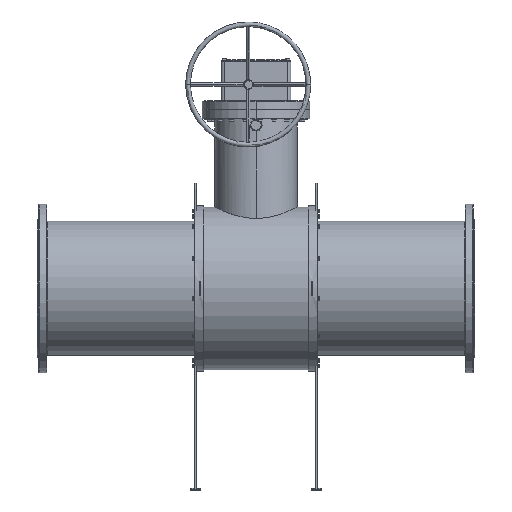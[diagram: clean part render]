
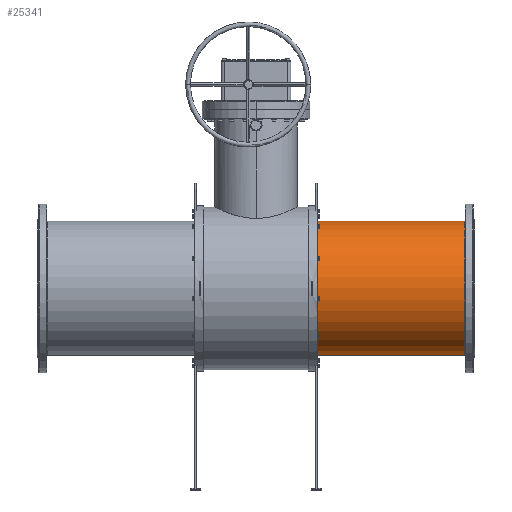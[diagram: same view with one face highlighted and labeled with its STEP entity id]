
A CAD part, top view. The second image highlights one B-rep face of the part: STEP entity #25341.
In plain terms, the highlighted cylindrical face has radius 429.5 mm (diameter 859 mm), a partial arc.
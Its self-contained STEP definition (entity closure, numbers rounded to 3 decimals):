
#2478 = CARTESIAN_POINT ( 'NONE',  ( 1335., -429.5, 0. ) ) ;
#3316 = CIRCLE ( 'NONE', #4791, 429.5 ) ;
#3474 = CARTESIAN_POINT ( 'NONE',  ( -1400., -429.5, 0. ) ) ;
#3617 = DIRECTION ( 'NONE',  ( -1., 0., 0. ) ) ;
#3635 = VECTOR ( 'NONE', #3617, 1000. ) ;
#4736 = CARTESIAN_POINT ( 'NONE',  ( 393., 0., 0. ) ) ;
#4791 = AXIS2_PLACEMENT_3D ( 'NONE', #4736, #9785, #25563 ) ;
#4961 = CIRCLE ( 'NONE', #5926, 429.5 ) ;
#5926 = AXIS2_PLACEMENT_3D ( 'NONE', #26508, #17245, #13266 ) ;
#5996 = CARTESIAN_POINT ( 'NONE',  ( 1335., 429.5, 0. ) ) ;
#6988 = EDGE_CURVE ( 'NONE', #18420, #15631, #26063, .T. ) ;
#7078 = VERTEX_POINT ( 'NONE', #5996 ) ;
#8629 = DIRECTION ( 'NONE',  ( -1., 0., 0. ) ) ;
#8797 = EDGE_CURVE ( 'NONE', #18420, #7078, #4961, .T. ) ;
#8927 = CARTESIAN_POINT ( 'NONE',  ( -1400., 0., 0. ) ) ;
#9785 = DIRECTION ( 'NONE',  ( 1., 0., 0. ) ) ;
#13266 = DIRECTION ( 'NONE',  ( 0., 1., 0. ) ) ;
#13540 = CARTESIAN_POINT ( 'NONE',  ( -1400., 429.5, 0. ) ) ;
#15197 = CARTESIAN_POINT ( 'NONE',  ( 393., 429.5, 0. ) ) ;
#15631 = VERTEX_POINT ( 'NONE', #15643 ) ;
#15643 = CARTESIAN_POINT ( 'NONE',  ( 393., -429.5, 0. ) ) ;
#15938 = ORIENTED_EDGE ( 'NONE', *, *, #8797, .T. ) ;
#16607 = ORIENTED_EDGE ( 'NONE', *, *, #6988, .F. ) ;
#17245 = DIRECTION ( 'NONE',  ( -1., 0., 0. ) ) ;
#18005 = EDGE_CURVE ( 'NONE', #23890, #15631, #3316, .T. ) ;
#18233 = DIRECTION ( 'NONE',  ( 0., -1., 0. ) ) ;
#18377 = EDGE_LOOP ( 'NONE', ( #15938, #26525, #26319, #16607 ) ) ;
#18420 = VERTEX_POINT ( 'NONE', #2478 ) ;
#20440 = EDGE_CURVE ( 'NONE', #7078, #23890, #24593, .T. ) ;
#22061 = CYLINDRICAL_SURFACE ( 'NONE', #24060, 429.5 ) ;
#22978 = DIRECTION ( 'NONE',  ( -1., 0., 0. ) ) ;
#23890 = VERTEX_POINT ( 'NONE', #15197 ) ;
#24060 = AXIS2_PLACEMENT_3D ( 'NONE', #8927, #8629, #18233 ) ;
#24593 = LINE ( 'NONE', #13540, #26530 ) ;
#25341 = ADVANCED_FACE ( 'NONE', ( #28825 ), #22061, .T. ) ;
#25563 = DIRECTION ( 'NONE',  ( 0., 0., -1. ) ) ;
#26063 = LINE ( 'NONE', #3474, #3635 ) ;
#26319 = ORIENTED_EDGE ( 'NONE', *, *, #18005, .T. ) ;
#26508 = CARTESIAN_POINT ( 'NONE',  ( 1335., 0., 0. ) ) ;
#26525 = ORIENTED_EDGE ( 'NONE', *, *, #20440, .T. ) ;
#26530 = VECTOR ( 'NONE', #22978, 1000. ) ;
#28825 = FACE_OUTER_BOUND ( 'NONE', #18377, .T. ) ;
